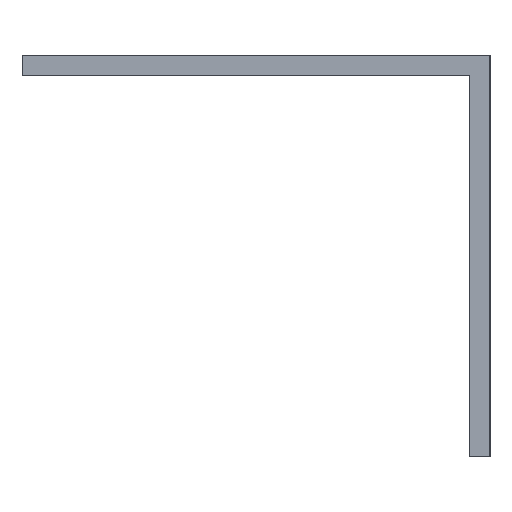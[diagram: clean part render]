
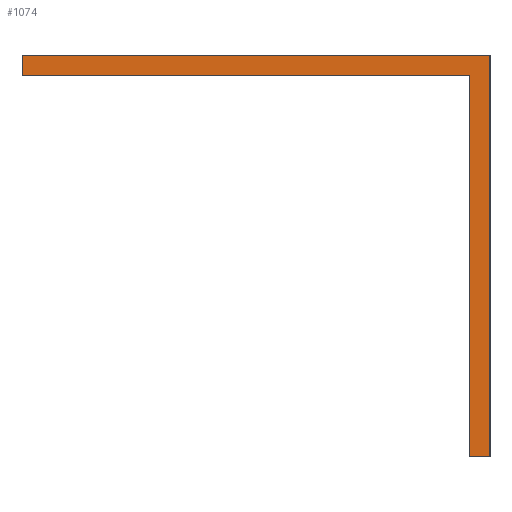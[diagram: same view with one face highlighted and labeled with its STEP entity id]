
A CAD part, left-side view. The second image highlights one B-rep face of the part: STEP entity #1074.
In plain terms, the highlighted planar face has unit normal (-1, 0, 0).
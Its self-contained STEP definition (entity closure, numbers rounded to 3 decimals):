
#60 = CARTESIAN_POINT ( 'NONE',  ( -780., 35., 0. ) ) ;
#458 = EDGE_CURVE ( 'NONE', #1307, #2593, #4151, .T. ) ;
#625 = ORIENTED_EDGE ( 'NONE', *, *, #458, .T. ) ;
#649 = EDGE_LOOP ( 'NONE', ( #4066, #4025, #625, #2682, #1854, #3051 ) ) ;
#823 = DIRECTION ( 'NONE',  ( 0., -1., 0. ) ) ;
#887 = CARTESIAN_POINT ( 'NONE',  ( -780., 0., 0. ) ) ;
#993 = CARTESIAN_POINT ( 'NONE',  ( -780., 0., -30. ) ) ;
#1048 = EDGE_CURVE ( 'NONE', #1307, #3195, #2775, .T. ) ;
#1074 = ADVANCED_FACE ( 'NONE', ( #3722 ), #2267, .T. ) ;
#1225 = LINE ( 'NONE', #3084, #6081 ) ;
#1229 = AXIS2_PLACEMENT_3D ( 'NONE', #6033, #3675, #5110 ) ;
#1307 = VERTEX_POINT ( 'NONE', #60 ) ;
#1641 = VECTOR ( 'NONE', #4876, 1000. ) ;
#1815 = VERTEX_POINT ( 'NONE', #993 ) ;
#1854 = ORIENTED_EDGE ( 'NONE', *, *, #5317, .T. ) ;
#2095 = CARTESIAN_POINT ( 'NONE',  ( -780., 35., 0. ) ) ;
#2171 = VECTOR ( 'NONE', #3003, 1000. ) ;
#2267 = PLANE ( 'NONE',  #1229 ) ;
#2316 = EDGE_CURVE ( 'NONE', #3907, #1815, #3922, .T. ) ;
#2593 = VERTEX_POINT ( 'NONE', #4367 ) ;
#2608 = EDGE_CURVE ( 'NONE', #2593, #5284, #3400, .T. ) ;
#2663 = EDGE_CURVE ( 'NONE', #3195, #1815, #4361, .T. ) ;
#2682 = ORIENTED_EDGE ( 'NONE', *, *, #2608, .T. ) ;
#2775 = LINE ( 'NONE', #887, #5109 ) ;
#3003 = DIRECTION ( 'NONE',  ( 0., -1., 0. ) ) ;
#3038 = CARTESIAN_POINT ( 'NONE',  ( -780., 0., -1.5 ) ) ;
#3051 = ORIENTED_EDGE ( 'NONE', *, *, #2316, .T. ) ;
#3084 = CARTESIAN_POINT ( 'NONE',  ( -780., 1.5, 0. ) ) ;
#3195 = VERTEX_POINT ( 'NONE', #3391 ) ;
#3255 = VECTOR ( 'NONE', #3974, 1000. ) ;
#3391 = CARTESIAN_POINT ( 'NONE',  ( -780., 0., 0. ) ) ;
#3400 = LINE ( 'NONE', #3038, #1641 ) ;
#3675 = DIRECTION ( 'NONE',  ( -1., 0., 0. ) ) ;
#3722 = FACE_OUTER_BOUND ( 'NONE', #649, .T. ) ;
#3907 = VERTEX_POINT ( 'NONE', #5728 ) ;
#3922 = LINE ( 'NONE', #5154, #2171 ) ;
#3974 = DIRECTION ( 'NONE',  ( 0., 0., -1. ) ) ;
#3982 = DIRECTION ( 'NONE',  ( 0., 0., -1. ) ) ;
#4021 = DIRECTION ( 'NONE',  ( 0., 0., -1. ) ) ;
#4025 = ORIENTED_EDGE ( 'NONE', *, *, #1048, .F. ) ;
#4066 = ORIENTED_EDGE ( 'NONE', *, *, #2663, .F. ) ;
#4151 = LINE ( 'NONE', #2095, #4225 ) ;
#4225 = VECTOR ( 'NONE', #3982, 1000. ) ;
#4361 = LINE ( 'NONE', #4429, #3255 ) ;
#4367 = CARTESIAN_POINT ( 'NONE',  ( -780., 35., -1.5 ) ) ;
#4429 = CARTESIAN_POINT ( 'NONE',  ( -780., 0., 0. ) ) ;
#4876 = DIRECTION ( 'NONE',  ( 0., -1., 0. ) ) ;
#5109 = VECTOR ( 'NONE', #823, 1000. ) ;
#5110 = DIRECTION ( 'NONE',  ( 0., 0., 1. ) ) ;
#5154 = CARTESIAN_POINT ( 'NONE',  ( -780., 1.5, -30. ) ) ;
#5284 = VERTEX_POINT ( 'NONE', #5833 ) ;
#5317 = EDGE_CURVE ( 'NONE', #5284, #3907, #1225, .T. ) ;
#5728 = CARTESIAN_POINT ( 'NONE',  ( -780., 1.5, -30. ) ) ;
#5833 = CARTESIAN_POINT ( 'NONE',  ( -780., 1.5, -1.5 ) ) ;
#6033 = CARTESIAN_POINT ( 'NONE',  ( -780., 0., 0. ) ) ;
#6081 = VECTOR ( 'NONE', #4021, 1000. ) ;
